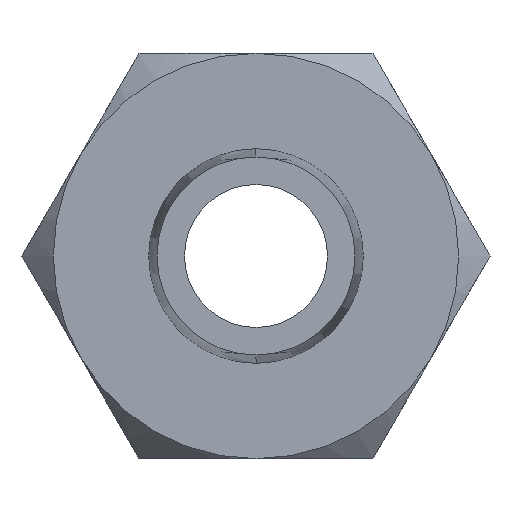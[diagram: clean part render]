
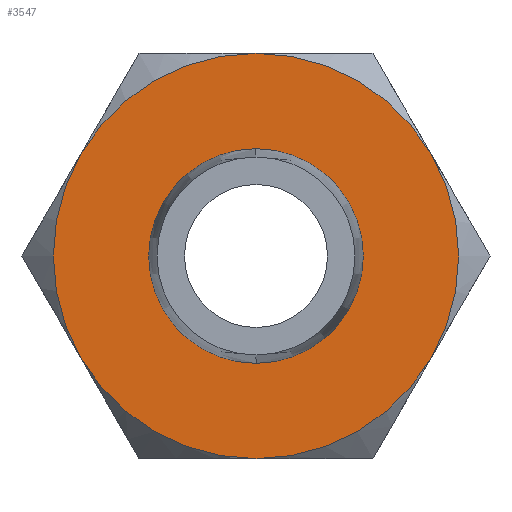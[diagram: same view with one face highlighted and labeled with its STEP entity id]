
A CAD part, left-side view. The second image highlights one B-rep face of the part: STEP entity #3547.
In plain terms, the highlighted planar face has unit normal (-1, 0, 0).
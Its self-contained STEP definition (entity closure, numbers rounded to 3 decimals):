
#8 = CARTESIAN_POINT ( 'NONE',  ( 15., 0., 0. ) ) ;
#76 = CIRCLE ( 'NONE', #4089, 8.5 ) ;
#87 = ORIENTED_EDGE ( 'NONE', *, *, #141, .F. ) ;
#141 = EDGE_CURVE ( 'NONE', #3083, #3059, #2862, .T. ) ;
#201 = CARTESIAN_POINT ( 'NONE',  ( 15., 0., -8.5 ) ) ;
#226 = CARTESIAN_POINT ( 'NONE',  ( 15., 7.361, -4.25 ) ) ;
#246 = CIRCLE ( 'NONE', #3531, 8.5 ) ;
#285 = CARTESIAN_POINT ( 'NONE',  ( 15., 0., 8.5 ) ) ;
#411 = AXIS2_PLACEMENT_3D ( 'NONE', #2000, #3921, #764 ) ;
#426 = VERTEX_POINT ( 'NONE', #1975 ) ;
#447 = ORIENTED_EDGE ( 'NONE', *, *, #4577, .F. ) ;
#551 = ORIENTED_EDGE ( 'NONE', *, *, #4112, .F. ) ;
#632 = DIRECTION ( 'NONE',  ( 1., 0., 0. ) ) ;
#658 = CARTESIAN_POINT ( 'NONE',  ( 15., 0., 0. ) ) ;
#708 = CARTESIAN_POINT ( 'NONE',  ( 15., 0., 0. ) ) ;
#742 = CARTESIAN_POINT ( 'NONE',  ( 15., 0., 0. ) ) ;
#764 = DIRECTION ( 'NONE',  ( 0., 0., -1. ) ) ;
#834 = DIRECTION ( 'NONE',  ( -1., 0., 0. ) ) ;
#1101 = AXIS2_PLACEMENT_3D ( 'NONE', #8, #834, #1105 ) ;
#1105 = DIRECTION ( 'NONE',  ( 0., 0., 1. ) ) ;
#1126 = AXIS2_PLACEMENT_3D ( 'NONE', #1443, #1863, #4522 ) ;
#1211 = CARTESIAN_POINT ( 'NONE',  ( 15., 0., 0. ) ) ;
#1367 = CARTESIAN_POINT ( 'NONE',  ( 15., 0., -4.5 ) ) ;
#1443 = CARTESIAN_POINT ( 'NONE',  ( 15., 0., 0. ) ) ;
#1454 = CARTESIAN_POINT ( 'NONE',  ( 15., -7.361, -4.25 ) ) ;
#1522 = EDGE_CURVE ( 'NONE', #3559, #4500, #2552, .T. ) ;
#1608 = DIRECTION ( 'NONE',  ( 0., 0., -1. ) ) ;
#1683 = AXIS2_PLACEMENT_3D ( 'NONE', #4349, #3080, #1946 ) ;
#1696 = ORIENTED_EDGE ( 'NONE', *, *, #3467, .T. ) ;
#1755 = ORIENTED_EDGE ( 'NONE', *, *, #2218, .F. ) ;
#1863 = DIRECTION ( 'NONE',  ( 1., 0., 0. ) ) ;
#1908 = DIRECTION ( 'NONE',  ( 1., 0., 0. ) ) ;
#1946 = DIRECTION ( 'NONE',  ( 0., 0., -1. ) ) ;
#1950 = EDGE_LOOP ( 'NONE', ( #1755, #87 ) ) ;
#1975 = CARTESIAN_POINT ( 'NONE',  ( 15., 7.361, 4.25 ) ) ;
#2000 = CARTESIAN_POINT ( 'NONE',  ( 15., 0., 0. ) ) ;
#2181 = EDGE_LOOP ( 'NONE', ( #551, #4278, #2272, #447, #1696, #2390 ) ) ;
#2218 = EDGE_CURVE ( 'NONE', #3059, #3083, #3683, .T. ) ;
#2231 = CARTESIAN_POINT ( 'NONE',  ( 15., -7.361, 4.25 ) ) ;
#2263 = DIRECTION ( 'NONE',  ( -1., 0., 0. ) ) ;
#2272 = ORIENTED_EDGE ( 'NONE', *, *, #1522, .F. ) ;
#2279 = DIRECTION ( 'NONE',  ( 0., 0., -1. ) ) ;
#2283 = EDGE_CURVE ( 'NONE', #2374, #426, #76, .T. ) ;
#2374 = VERTEX_POINT ( 'NONE', #226 ) ;
#2390 = ORIENTED_EDGE ( 'NONE', *, *, #2283, .F. ) ;
#2552 = CIRCLE ( 'NONE', #3681, 8.5 ) ;
#2862 = CIRCLE ( 'NONE', #1101, 4.5 ) ;
#3059 = VERTEX_POINT ( 'NONE', #3347 ) ;
#3062 = FACE_BOUND ( 'NONE', #1950, .T. ) ;
#3080 = DIRECTION ( 'NONE',  ( 1., 0., 0. ) ) ;
#3083 = VERTEX_POINT ( 'NONE', #1367 ) ;
#3161 = VERTEX_POINT ( 'NONE', #285 ) ;
#3290 = CIRCLE ( 'NONE', #1126, 8.5 ) ;
#3347 = CARTESIAN_POINT ( 'NONE',  ( 15., 0., 4.5 ) ) ;
#3461 = VERTEX_POINT ( 'NONE', #201 ) ;
#3467 = EDGE_CURVE ( 'NONE', #3161, #426, #246, .T. ) ;
#3531 = AXIS2_PLACEMENT_3D ( 'NONE', #658, #4818, #3721 ) ;
#3547 = ADVANCED_FACE ( 'NONE', ( #3062, #4637 ), #4590, .F. ) ;
#3559 = VERTEX_POINT ( 'NONE', #2231 ) ;
#3681 = AXIS2_PLACEMENT_3D ( 'NONE', #4075, #632, #2279 ) ;
#3683 = CIRCLE ( 'NONE', #4497, 4.5 ) ;
#3721 = DIRECTION ( 'NONE',  ( 0., 0., 1. ) ) ;
#3879 = DIRECTION ( 'NONE',  ( 1., 0., 0. ) ) ;
#3921 = DIRECTION ( 'NONE',  ( 1., 0., 0. ) ) ;
#4050 = EDGE_CURVE ( 'NONE', #4500, #3461, #3290, .T. ) ;
#4075 = CARTESIAN_POINT ( 'NONE',  ( 15., 0., 0. ) ) ;
#4089 = AXIS2_PLACEMENT_3D ( 'NONE', #1211, #1908, #1608 ) ;
#4112 = EDGE_CURVE ( 'NONE', #3461, #2374, #4593, .T. ) ;
#4278 = ORIENTED_EDGE ( 'NONE', *, *, #4050, .F. ) ;
#4349 = CARTESIAN_POINT ( 'NONE',  ( 15., 0., 0. ) ) ;
#4497 = AXIS2_PLACEMENT_3D ( 'NONE', #742, #2263, #4901 ) ;
#4500 = VERTEX_POINT ( 'NONE', #1454 ) ;
#4506 = AXIS2_PLACEMENT_3D ( 'NONE', #708, #3879, #4944 ) ;
#4522 = DIRECTION ( 'NONE',  ( 0., 0., -1. ) ) ;
#4577 = EDGE_CURVE ( 'NONE', #3161, #3559, #4917, .T. ) ;
#4590 = PLANE ( 'NONE',  #4506 ) ;
#4593 = CIRCLE ( 'NONE', #411, 8.5 ) ;
#4637 = FACE_OUTER_BOUND ( 'NONE', #2181, .T. ) ;
#4818 = DIRECTION ( 'NONE',  ( -1., 0., 0. ) ) ;
#4901 = DIRECTION ( 'NONE',  ( 0., 0., 1. ) ) ;
#4917 = CIRCLE ( 'NONE', #1683, 8.5 ) ;
#4944 = DIRECTION ( 'NONE',  ( 0., 0., -1. ) ) ;
